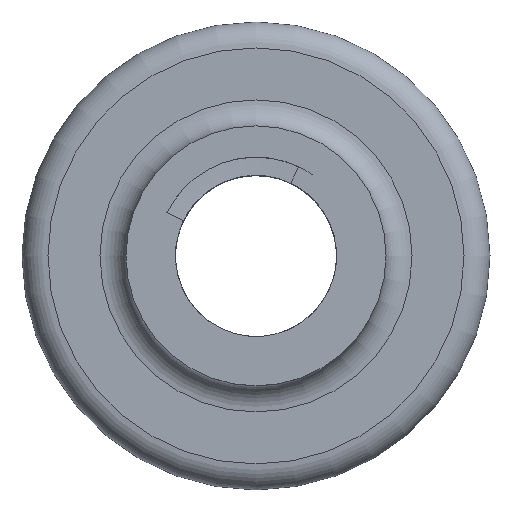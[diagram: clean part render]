
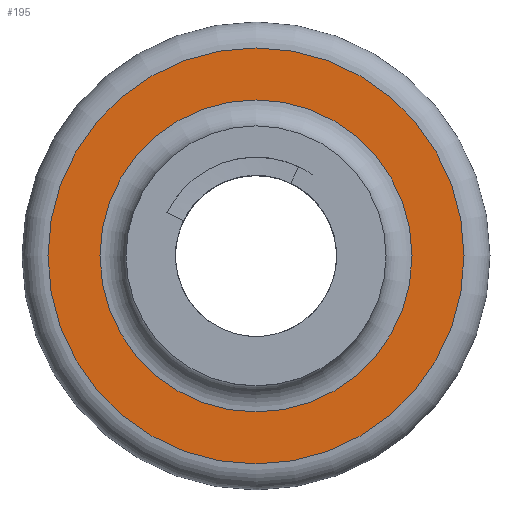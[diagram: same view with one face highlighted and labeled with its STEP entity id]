
A CAD part, top view. The second image highlights one B-rep face of the part: STEP entity #195.
In plain terms, the highlighted planar face has unit normal (0, 0, 1).
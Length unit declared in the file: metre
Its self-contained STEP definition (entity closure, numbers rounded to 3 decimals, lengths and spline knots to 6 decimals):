
#48=ORIENTED_EDGE('',*,*,#96,.T.);
#49=ORIENTED_EDGE('',*,*,#97,.F.);
#96=EDGE_CURVE('',#121,#121,#137,.T.);
#97=EDGE_CURVE('',#122,#122,#138,.T.);
#121=VERTEX_POINT('',#1171);
#122=VERTEX_POINT('',#1174);
#137=CIRCLE('',#249,0.04);
#138=CIRCLE('',#251,0.03);
#148=EDGE_LOOP('',(#48));
#149=EDGE_LOOP('',(#49));
#170=FACE_BOUND('',#148,.T.);
#171=FACE_BOUND('',#149,.T.);
#188=PLANE('',#250);
#195=ADVANCED_FACE('',(#170,#171),#188,.T.);
#249=AXIS2_PLACEMENT_3D('',#1170,#281,#282);
#250=AXIS2_PLACEMENT_3D('',#1172,#283,#284);
#251=AXIS2_PLACEMENT_3D('',#1173,#285,#286);
#281=DIRECTION('',(0.,0.,1.));
#282=DIRECTION('',(1.,0.,0.));
#283=DIRECTION('',(0.,0.,1.));
#284=DIRECTION('',(1.,0.,0.));
#285=DIRECTION('',(0.,0.,1.));
#286=DIRECTION('',(1.,0.,0.));
#1170=CARTESIAN_POINT('',(0.,0.,-0.01));
#1171=CARTESIAN_POINT('',(0.04,0.,-0.01));
#1172=CARTESIAN_POINT('',(0.035,0.,-0.01));
#1173=CARTESIAN_POINT('',(0.,0.,-0.01));
#1174=CARTESIAN_POINT('',(0.03,0.,-0.01));
